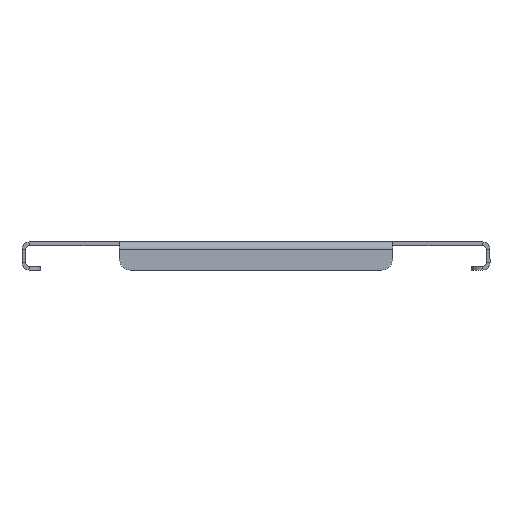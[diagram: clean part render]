
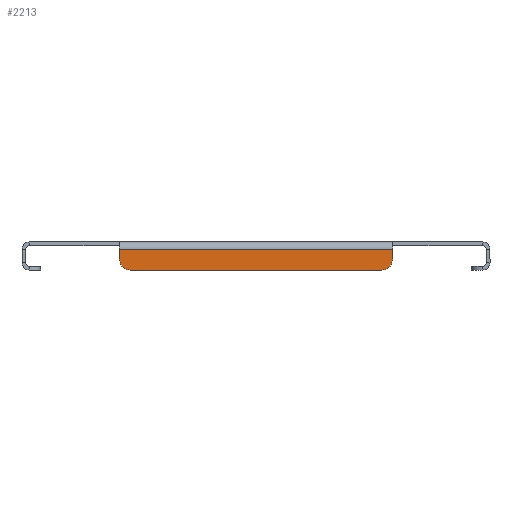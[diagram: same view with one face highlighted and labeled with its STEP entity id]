
A CAD part, left-side view. The second image highlights one B-rep face of the part: STEP entity #2213.
In plain terms, the highlighted planar face has unit normal (-1, 0, 0).
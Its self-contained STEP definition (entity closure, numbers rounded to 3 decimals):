
#12 = CIRCLE ( 'NONE', #389, 6. ) ;
#19 = EDGE_CURVE ( 'NONE', #1538, #864, #1829, .T. ) ;
#103 = VERTEX_POINT ( 'NONE', #2834 ) ;
#210 = FACE_OUTER_BOUND ( 'NONE', #606, .T. ) ;
#241 = EDGE_CURVE ( 'NONE', #103, #864, #12, .T. ) ;
#253 = CARTESIAN_POINT ( 'NONE',  ( -199.5, -125., -15. ) ) ;
#277 = CARTESIAN_POINT ( 'NONE',  ( -199.5, -73., -9. ) ) ;
#284 = CARTESIAN_POINT ( 'NONE',  ( -199.5, -67., -15. ) ) ;
#295 = CARTESIAN_POINT ( 'NONE',  ( -199.5, -73., -4. ) ) ;
#389 = AXIS2_PLACEMENT_3D ( 'NONE', #2476, #1724, #2639 ) ;
#425 = PLANE ( 'NONE',  #1506 ) ;
#465 = LINE ( 'NONE', #698, #871 ) ;
#512 = EDGE_CURVE ( 'NONE', #1538, #898, #1226, .T. ) ;
#541 = VERTEX_POINT ( 'NONE', #295 ) ;
#606 = EDGE_LOOP ( 'NONE', ( #2726, #663, #1445, #1492, #1775, #1514 ) ) ;
#663 = ORIENTED_EDGE ( 'NONE', *, *, #512, .T. ) ;
#698 = CARTESIAN_POINT ( 'NONE',  ( -199.5, 73., -15. ) ) ;
#735 = VERTEX_POINT ( 'NONE', #2235 ) ;
#783 = DIRECTION ( 'NONE',  ( 0., 0., -1. ) ) ;
#784 = CARTESIAN_POINT ( 'NONE',  ( -199.5, 67., -15. ) ) ;
#864 = VERTEX_POINT ( 'NONE', #784 ) ;
#871 = VECTOR ( 'NONE', #1685, 1000. ) ;
#889 = DIRECTION ( 'NONE',  ( 0., 0., -1. ) ) ;
#898 = VERTEX_POINT ( 'NONE', #277 ) ;
#935 = VECTOR ( 'NONE', #2106, 1000. ) ;
#1124 = AXIS2_PLACEMENT_3D ( 'NONE', #2369, #2341, #783 ) ;
#1203 = DIRECTION ( 'NONE',  ( 0., 0., 1. ) ) ;
#1220 = LINE ( 'NONE', #2337, #2623 ) ;
#1226 = CIRCLE ( 'NONE', #1124, 6. ) ;
#1349 = DIRECTION ( 'NONE',  ( 0., -1., 0. ) ) ;
#1445 = ORIENTED_EDGE ( 'NONE', *, *, #2381, .T. ) ;
#1492 = ORIENTED_EDGE ( 'NONE', *, *, #2258, .F. ) ;
#1506 = AXIS2_PLACEMENT_3D ( 'NONE', #1629, #2549, #889 ) ;
#1514 = ORIENTED_EDGE ( 'NONE', *, *, #241, .T. ) ;
#1530 = EDGE_CURVE ( 'NONE', #735, #103, #465, .T. ) ;
#1538 = VERTEX_POINT ( 'NONE', #284 ) ;
#1579 = LINE ( 'NONE', #2501, #2467 ) ;
#1629 = CARTESIAN_POINT ( 'NONE',  ( -199.5, 0., 0. ) ) ;
#1685 = DIRECTION ( 'NONE',  ( 0., 0., -1. ) ) ;
#1724 = DIRECTION ( 'NONE',  ( -1., 0., 0. ) ) ;
#1775 = ORIENTED_EDGE ( 'NONE', *, *, #1530, .T. ) ;
#1829 = LINE ( 'NONE', #253, #935 ) ;
#2106 = DIRECTION ( 'NONE',  ( 0., 1., 0. ) ) ;
#2213 = ADVANCED_FACE ( 'NONE', ( #210 ), #425, .F. ) ;
#2235 = CARTESIAN_POINT ( 'NONE',  ( -199.5, 73., -4. ) ) ;
#2258 = EDGE_CURVE ( 'NONE', #735, #541, #1579, .T. ) ;
#2337 = CARTESIAN_POINT ( 'NONE',  ( -199.5, -73., -15. ) ) ;
#2341 = DIRECTION ( 'NONE',  ( -1., 0., 0. ) ) ;
#2369 = CARTESIAN_POINT ( 'NONE',  ( -199.5, -67., -9. ) ) ;
#2381 = EDGE_CURVE ( 'NONE', #898, #541, #1220, .T. ) ;
#2467 = VECTOR ( 'NONE', #1349, 1000. ) ;
#2476 = CARTESIAN_POINT ( 'NONE',  ( -199.5, 67., -9. ) ) ;
#2501 = CARTESIAN_POINT ( 'NONE',  ( -199.5, -125., -4. ) ) ;
#2549 = DIRECTION ( 'NONE',  ( 1., 0., 0. ) ) ;
#2623 = VECTOR ( 'NONE', #1203, 1000. ) ;
#2639 = DIRECTION ( 'NONE',  ( 0., 0., -1. ) ) ;
#2726 = ORIENTED_EDGE ( 'NONE', *, *, #19, .F. ) ;
#2834 = CARTESIAN_POINT ( 'NONE',  ( -199.5, 73., -9. ) ) ;
